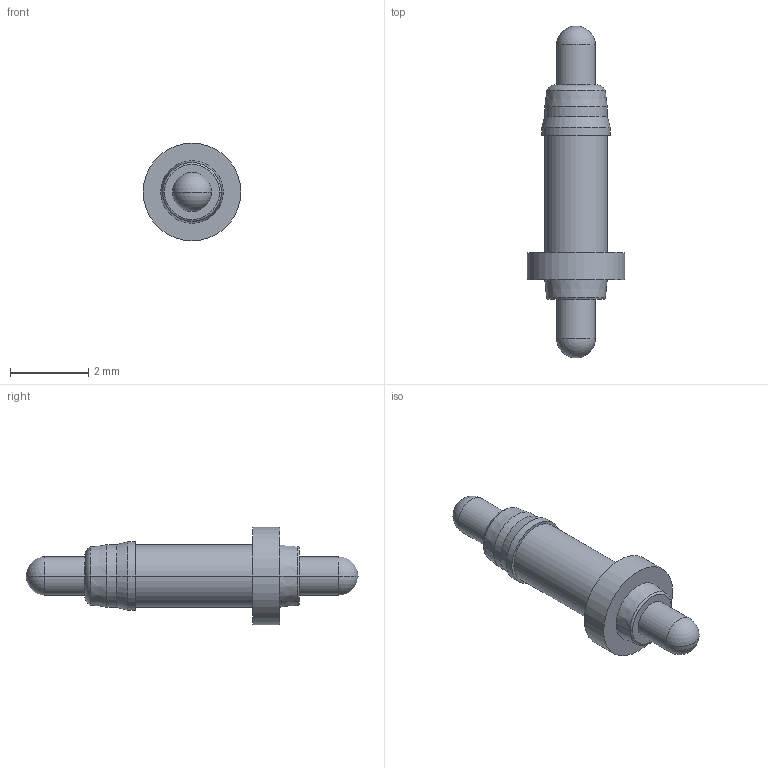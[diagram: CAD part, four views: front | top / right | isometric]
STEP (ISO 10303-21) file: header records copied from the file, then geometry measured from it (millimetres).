
FILE_DESCRIPTION (( 'STEP AP214' ), '1' );
FILE_NAME ('UEBK-12782_2017_09_05.STEP', '2017-09-07T07:49:40', ( '' ), ( '' ), 'SwSTEP 2.0', 'SolidWorks 2017', '' );
FILE_SCHEMA (( 'AUTOMOTIVE_DESIGN' ));
Length unit declared in the file: millimetre
Products named in the file (1): UEBK-12782_2017_09_05
Bounding box: 2.5 x 8.5 x 2.5 mm (x, y, z)
Volume: 15.1 mm3; surface area: 46.7 mm2
Topology: 1 solids, 1 shells, 30 faces, 62 edges, 36 vertices
Faces by surface type: cylinder 12, cone 6, torus 4, sphere 4, plane 4
Entity records: 804 total; most frequent: DIRECTION 160, CARTESIAN_POINT 123, ORIENTED_EDGE 116, AXIS2_PLACEMENT_3D 71, EDGE_CURVE 58, CIRCLE 40, VERTEX_POINT 34, EDGE_LOOP 34
